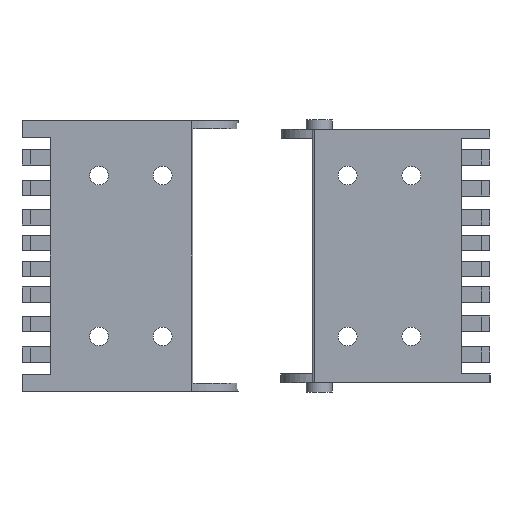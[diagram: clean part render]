
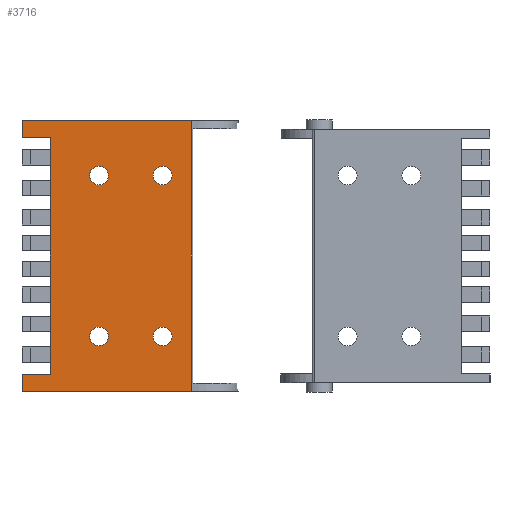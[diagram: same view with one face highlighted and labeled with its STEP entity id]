
A CAD part, front view. The second image highlights one B-rep face of the part: STEP entity #3716.
In plain terms, the highlighted planar face has unit normal (0, -1, 0).
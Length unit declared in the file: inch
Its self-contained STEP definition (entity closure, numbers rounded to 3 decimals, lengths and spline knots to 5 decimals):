
#49 = CIRCLE ( 'NONE', #388, 0.11024 ) ;
#89 = VERTEX_POINT ( 'NONE', #4892 ) ;
#214 = ORIENTED_EDGE ( 'NONE', *, *, #1455, .T. ) ;
#281 = CARTESIAN_POINT ( 'NONE',  ( 0., 0., 0. ) ) ;
#322 = AXIS2_PLACEMENT_3D ( 'NONE', #2092, #5774, #1303 ) ;
#328 = CARTESIAN_POINT ( 'NONE',  ( 0., 0., 0.09252 ) ) ;
#348 = DIRECTION ( 'NONE',  ( 0., 0., 1. ) ) ;
#378 = AXIS2_PLACEMENT_3D ( 'NONE', #4510, #534, #6155 ) ;
#388 = AXIS2_PLACEMENT_3D ( 'NONE', #5979, #4228, #5392 ) ;
#393 = DIRECTION ( 'NONE',  ( 0., 0., -1. ) ) ;
#489 = VERTEX_POINT ( 'NONE', #6568 ) ;
#534 = DIRECTION ( 'NONE',  ( 0., 1., 0. ) ) ;
#535 = EDGE_CURVE ( 'NONE', #6247, #3506, #6534, .T. ) ;
#547 = VECTOR ( 'NONE', #1401, 39.37008 ) ;
#553 = EDGE_LOOP ( 'NONE', ( #5941, #6414 ) ) ;
#697 = CARTESIAN_POINT ( 'NONE',  ( 0., 0., -3.08465 ) ) ;
#809 = VERTEX_POINT ( 'NONE', #4087 ) ;
#835 = FACE_BOUND ( 'NONE', #553, .T. ) ;
#927 = EDGE_LOOP ( 'NONE', ( #3558, #214 ) ) ;
#983 = EDGE_CURVE ( 'NONE', #4924, #2137, #3669, .T. ) ;
#990 = CIRCLE ( 'NONE', #378, 0.11024 ) ;
#1005 = AXIS2_PLACEMENT_3D ( 'NONE', #281, #4763, #4212 ) ;
#1105 = VERTEX_POINT ( 'NONE', #2514 ) ;
#1141 = DIRECTION ( 'NONE',  ( 0., 0., 1. ) ) ;
#1183 = DIRECTION ( 'NONE',  ( 0., 1., 0. ) ) ;
#1265 = CIRCLE ( 'NONE', #6646, 0.11024 ) ;
#1303 = DIRECTION ( 'NONE',  ( 0., 0., 1. ) ) ;
#1358 = EDGE_CURVE ( 'NONE', #3209, #5598, #2499, .T. ) ;
#1401 = DIRECTION ( 'NONE',  ( -1., 0., 0. ) ) ;
#1452 = ORIENTED_EDGE ( 'NONE', *, *, #535, .T. ) ;
#1455 = EDGE_CURVE ( 'NONE', #809, #89, #49, .T. ) ;
#1514 = VERTEX_POINT ( 'NONE', #1543 ) ;
#1543 = CARTESIAN_POINT ( 'NONE',  ( 0., 0., -2.88386 ) ) ;
#1661 = ORIENTED_EDGE ( 'NONE', *, *, #1915, .T. ) ;
#1740 = CARTESIAN_POINT ( 'NONE',  ( -0.90551, 0., -0.55118 ) ) ;
#1757 = ORIENTED_EDGE ( 'NONE', *, *, #6391, .T. ) ;
#1783 = ORIENTED_EDGE ( 'NONE', *, *, #7184, .T. ) ;
#1820 = EDGE_CURVE ( 'NONE', #89, #809, #1265, .T. ) ;
#1856 = EDGE_CURVE ( 'NONE', #4638, #5714, #5250, .T. ) ;
#1915 = EDGE_CURVE ( 'NONE', #1514, #4638, #7181, .T. ) ;
#1957 = CARTESIAN_POINT ( 'NONE',  ( -0.33465, 0., -0.10827 ) ) ;
#2010 = FACE_BOUND ( 'NONE', #927, .T. ) ;
#2040 = CIRCLE ( 'NONE', #4049, 0.11024 ) ;
#2092 = CARTESIAN_POINT ( 'NONE',  ( -0.90551, 0., -0.55118 ) ) ;
#2136 = VERTEX_POINT ( 'NONE', #697 ) ;
#2137 = VERTEX_POINT ( 'NONE', #6232 ) ;
#2149 = ORIENTED_EDGE ( 'NONE', *, *, #5759, .T. ) ;
#2324 = VECTOR ( 'NONE', #5779, 39.37008 ) ;
#2376 = DIRECTION ( 'NONE',  ( 0., 0., 1. ) ) ;
#2389 = CARTESIAN_POINT ( 'NONE',  ( 0., 0., 0. ) ) ;
#2462 = DIRECTION ( 'NONE',  ( 0., 0., 1. ) ) ;
#2468 = DIRECTION ( 'NONE',  ( 0., 1., 0. ) ) ;
#2499 = LINE ( 'NONE', #328, #547 ) ;
#2503 = VECTOR ( 'NONE', #1141, 39.37008 ) ;
#2514 = CARTESIAN_POINT ( 'NONE',  ( -0.90551, 0., -2.55118 ) ) ;
#2538 = CARTESIAN_POINT ( 'NONE',  ( -0.90551, 0., -2.44094 ) ) ;
#2673 = ORIENTED_EDGE ( 'NONE', *, *, #1358, .T. ) ;
#2714 = DIRECTION ( 'NONE',  ( 0., 0., 1. ) ) ;
#2783 = VERTEX_POINT ( 'NONE', #6538 ) ;
#2834 = ORIENTED_EDGE ( 'NONE', *, *, #3416, .T. ) ;
#2842 = EDGE_CURVE ( 'NONE', #4367, #2136, #7051, .T. ) ;
#3007 = CARTESIAN_POINT ( 'NONE',  ( -0.33465, 0., 0. ) ) ;
#3030 = ORIENTED_EDGE ( 'NONE', *, *, #4094, .T. ) ;
#3066 = FACE_BOUND ( 'NONE', #5735, .T. ) ;
#3206 = DIRECTION ( 'NONE',  ( -1., 0., 0. ) ) ;
#3209 = VERTEX_POINT ( 'NONE', #3804 ) ;
#3372 = AXIS2_PLACEMENT_3D ( 'NONE', #1740, #1183, #7197 ) ;
#3416 = EDGE_CURVE ( 'NONE', #5598, #4367, #5528, .T. ) ;
#3422 = ORIENTED_EDGE ( 'NONE', *, *, #6419, .T. ) ;
#3482 = VECTOR ( 'NONE', #2462, 39.37008 ) ;
#3506 = VERTEX_POINT ( 'NONE', #5726 ) ;
#3558 = ORIENTED_EDGE ( 'NONE', *, *, #1820, .T. ) ;
#3669 = CIRCLE ( 'NONE', #4374, 0.11024 ) ;
#3716 = ADVANCED_FACE ( 'NONE', ( #4180, #835, #3066, #2010, #5308 ), #5788, .T. ) ;
#3731 = DIRECTION ( 'NONE',  ( 0., 1., 0. ) ) ;
#3804 = CARTESIAN_POINT ( 'NONE',  ( 0., 0., 0.09252 ) ) ;
#3813 = CARTESIAN_POINT ( 'NONE',  ( -1.65354, 0., -0.55118 ) ) ;
#3841 = CIRCLE ( 'NONE', #322, 0.11024 ) ;
#3997 = CARTESIAN_POINT ( 'NONE',  ( 0., 0., -0.10827 ) ) ;
#4049 = AXIS2_PLACEMENT_3D ( 'NONE', #2538, #2468, #4776 ) ;
#4087 = CARTESIAN_POINT ( 'NONE',  ( -1.65354, 0., -2.55118 ) ) ;
#4094 = EDGE_CURVE ( 'NONE', #2136, #1514, #4788, .T. ) ;
#4180 = FACE_BOUND ( 'NONE', #5517, .T. ) ;
#4205 = ORIENTED_EDGE ( 'NONE', *, *, #1856, .T. ) ;
#4212 = DIRECTION ( 'NONE',  ( 0., 0., -1. ) ) ;
#4228 = DIRECTION ( 'NONE',  ( 0., 1., 0. ) ) ;
#4357 = CARTESIAN_POINT ( 'NONE',  ( -0.90551, 0., -0.66142 ) ) ;
#4367 = VERTEX_POINT ( 'NONE', #5007 ) ;
#4374 = AXIS2_PLACEMENT_3D ( 'NONE', #5639, #4615, #2376 ) ;
#4510 = CARTESIAN_POINT ( 'NONE',  ( -0.90551, 0., -2.44094 ) ) ;
#4530 = CARTESIAN_POINT ( 'NONE',  ( 0., 0., -3.08465 ) ) ;
#4545 = EDGE_CURVE ( 'NONE', #3506, #6247, #3841, .T. ) ;
#4563 = CARTESIAN_POINT ( 'NONE',  ( -1.98819, 0., 0.09252 ) ) ;
#4615 = DIRECTION ( 'NONE',  ( 0., 1., 0. ) ) ;
#4633 = LINE ( 'NONE', #2389, #2503 ) ;
#4638 = VERTEX_POINT ( 'NONE', #4914 ) ;
#4732 = CARTESIAN_POINT ( 'NONE',  ( -1.65354, 0., -2.44094 ) ) ;
#4763 = DIRECTION ( 'NONE',  ( 0., -1., 0. ) ) ;
#4776 = DIRECTION ( 'NONE',  ( 0., 0., 1. ) ) ;
#4788 = LINE ( 'NONE', #6894, #2324 ) ;
#4892 = CARTESIAN_POINT ( 'NONE',  ( -1.65354, 0., -2.33071 ) ) ;
#4914 = CARTESIAN_POINT ( 'NONE',  ( -0.33465, 0., -2.88386 ) ) ;
#4924 = VERTEX_POINT ( 'NONE', #5279 ) ;
#5007 = CARTESIAN_POINT ( 'NONE',  ( -1.98819, 0., -3.08465 ) ) ;
#5008 = ORIENTED_EDGE ( 'NONE', *, *, #4545, .T. ) ;
#5119 = ORIENTED_EDGE ( 'NONE', *, *, #2842, .T. ) ;
#5250 = LINE ( 'NONE', #3007, #3482 ) ;
#5279 = CARTESIAN_POINT ( 'NONE',  ( -1.65354, 0., -0.44094 ) ) ;
#5308 = FACE_OUTER_BOUND ( 'NONE', #6312, .T. ) ;
#5392 = DIRECTION ( 'NONE',  ( 0., 0., 1. ) ) ;
#5517 = EDGE_LOOP ( 'NONE', ( #5008, #1452 ) ) ;
#5528 = LINE ( 'NONE', #7226, #7103 ) ;
#5598 = VERTEX_POINT ( 'NONE', #4563 ) ;
#5639 = CARTESIAN_POINT ( 'NONE',  ( -1.65354, 0., -0.55118 ) ) ;
#5714 = VERTEX_POINT ( 'NONE', #1957 ) ;
#5726 = CARTESIAN_POINT ( 'NONE',  ( -0.90551, 0., -0.44094 ) ) ;
#5735 = EDGE_LOOP ( 'NONE', ( #3422, #2149 ) ) ;
#5759 = EDGE_CURVE ( 'NONE', #1105, #2783, #2040, .T. ) ;
#5774 = DIRECTION ( 'NONE',  ( 0., 1., 0. ) ) ;
#5779 = DIRECTION ( 'NONE',  ( 0., 0., 1. ) ) ;
#5788 = PLANE ( 'NONE',  #1005 ) ;
#5941 = ORIENTED_EDGE ( 'NONE', *, *, #983, .T. ) ;
#5979 = CARTESIAN_POINT ( 'NONE',  ( -1.65354, 0., -2.44094 ) ) ;
#6027 = VECTOR ( 'NONE', #6859, 39.37008 ) ;
#6040 = CARTESIAN_POINT ( 'NONE',  ( 0., 0., -2.88386 ) ) ;
#6125 = DIRECTION ( 'NONE',  ( 0., 1., 0. ) ) ;
#6155 = DIRECTION ( 'NONE',  ( 0., 0., 1. ) ) ;
#6231 = LINE ( 'NONE', #3997, #6027 ) ;
#6232 = CARTESIAN_POINT ( 'NONE',  ( -1.65354, 0., -0.66142 ) ) ;
#6247 = VERTEX_POINT ( 'NONE', #4357 ) ;
#6312 = EDGE_LOOP ( 'NONE', ( #1757, #1783, #2673, #2834, #5119, #3030, #1661, #4205 ) ) ;
#6369 = AXIS2_PLACEMENT_3D ( 'NONE', #3813, #6125, #2714 ) ;
#6391 = EDGE_CURVE ( 'NONE', #5714, #489, #6231, .T. ) ;
#6414 = ORIENTED_EDGE ( 'NONE', *, *, #7043, .T. ) ;
#6419 = EDGE_CURVE ( 'NONE', #2783, #1105, #990, .T. ) ;
#6534 = CIRCLE ( 'NONE', #3372, 0.11024 ) ;
#6538 = CARTESIAN_POINT ( 'NONE',  ( -0.90551, 0., -2.33071 ) ) ;
#6568 = CARTESIAN_POINT ( 'NONE',  ( 0., 0., -0.10827 ) ) ;
#6646 = AXIS2_PLACEMENT_3D ( 'NONE', #4732, #3731, #348 ) ;
#6722 = CIRCLE ( 'NONE', #6369, 0.11024 ) ;
#6859 = DIRECTION ( 'NONE',  ( 1., 0., 0. ) ) ;
#6891 = VECTOR ( 'NONE', #3206, 39.37008 ) ;
#6894 = CARTESIAN_POINT ( 'NONE',  ( 0., 0., 0. ) ) ;
#6937 = VECTOR ( 'NONE', #7243, 39.37008 ) ;
#7043 = EDGE_CURVE ( 'NONE', #2137, #4924, #6722, .T. ) ;
#7051 = LINE ( 'NONE', #4530, #6937 ) ;
#7103 = VECTOR ( 'NONE', #393, 39.37008 ) ;
#7181 = LINE ( 'NONE', #6040, #6891 ) ;
#7184 = EDGE_CURVE ( 'NONE', #489, #3209, #4633, .T. ) ;
#7197 = DIRECTION ( 'NONE',  ( 0., 0., 1. ) ) ;
#7226 = CARTESIAN_POINT ( 'NONE',  ( -1.98819, 0., 0. ) ) ;
#7243 = DIRECTION ( 'NONE',  ( 1., 0., 0. ) ) ;
